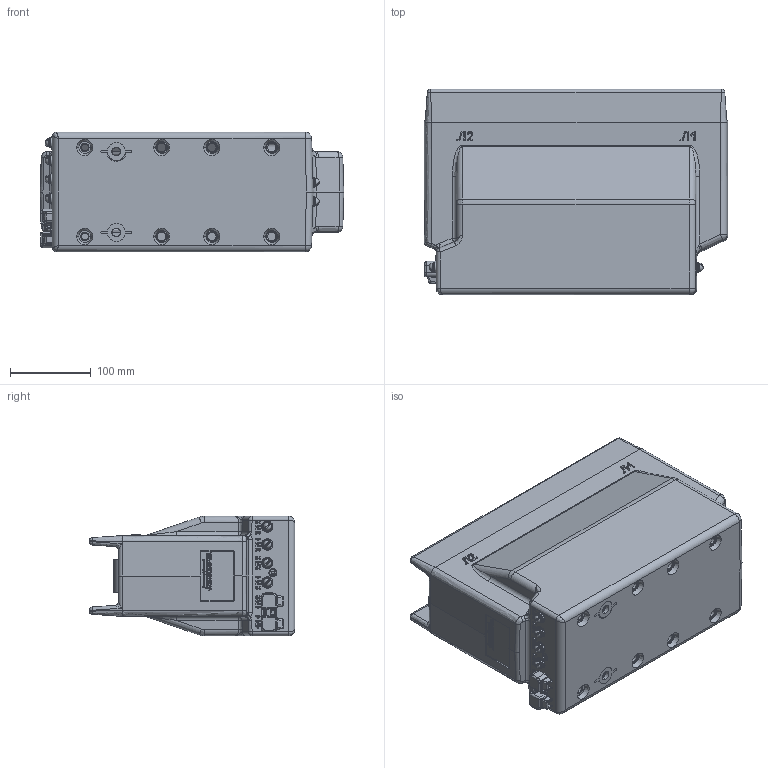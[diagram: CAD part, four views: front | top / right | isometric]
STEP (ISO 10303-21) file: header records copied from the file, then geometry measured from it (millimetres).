
FILE_DESCRIPTION (( 'STEP AP203' ), '1' );
FILE_NAME ('ﾒﾎﾋ-10-Iﾌ-4 (5-400)ﾀ.STEP', '2018-01-31T09:16:15', ( '' ), ( '' ), 'SwSTEP 2.0', 'SolidWorks 2010', '' );
FILE_SCHEMA (( 'CONFIG_CONTROL_DESIGN' ));
Products named in the file (1): ﾒﾎﾋ-10-Iﾌ-4 (5-400)ﾀ
Bounding box: 375 x 254 x 148 mm (x, y, z)
Surface area: 371366.2 mm2 (no closed solid volume)
Topology: 0 solids, 84 shells, 905 faces, 3891 edges, 2993 vertices
Faces by surface type: plane 370, cylinder 185, cone 158, bspline 145, sphere 36, torus 11
Entity records: 52154 total; most frequent: CARTESIAN_POINT 22941, ORIENTED_EDGE 5563, DIRECTION 5333, EDGE_CURVE 3869, VERTEX_POINT 2993, LINE 2027, VECTOR 2027, AXIS2_PLACEMENT_3D 1653
